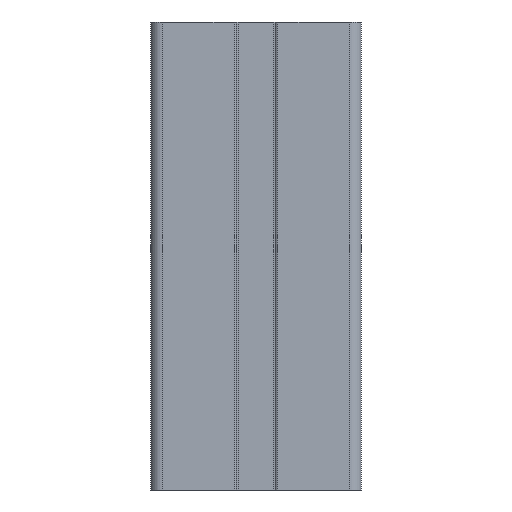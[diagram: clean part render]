
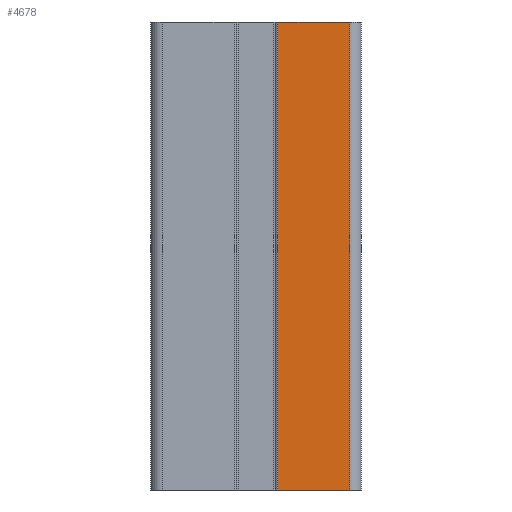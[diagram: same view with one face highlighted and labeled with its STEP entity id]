
A CAD part, left-side view. The second image highlights one B-rep face of the part: STEP entity #4678.
In plain terms, the highlighted planar face has unit normal (-1, 0, 0).
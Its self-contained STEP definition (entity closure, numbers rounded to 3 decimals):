
#137=PLANE('',#5137);
#358=FACE_OUTER_BOUND('',#592,.T.);
#592=EDGE_LOOP('',(#3775,#3776,#3777,#3778));
#1048=LINE('',#7799,#1516);
#1049=LINE('',#7802,#1517);
#1050=LINE('',#7804,#1518);
#1051=LINE('',#7805,#1519);
#1516=VECTOR('',#6405,10.);
#1517=VECTOR('',#6408,10.);
#1518=VECTOR('',#6409,10.);
#1519=VECTOR('',#6410,10.);
#2213=VERTEX_POINT('',#7795);
#2214=VERTEX_POINT('',#7797);
#2215=VERTEX_POINT('',#7801);
#2216=VERTEX_POINT('',#7803);
#2878=EDGE_CURVE('',#2213,#2214,#1048,.T.);
#2879=EDGE_CURVE('',#2213,#2215,#1049,.T.);
#2880=EDGE_CURVE('',#2216,#2214,#1050,.T.);
#2881=EDGE_CURVE('',#2215,#2216,#1051,.T.);
#3775=ORIENTED_EDGE('',*,*,#2879,.F.);
#3776=ORIENTED_EDGE('',*,*,#2878,.T.);
#3777=ORIENTED_EDGE('',*,*,#2880,.F.);
#3778=ORIENTED_EDGE('',*,*,#2881,.F.);
#4678=ADVANCED_FACE('',(#358),#137,.T.);
#5137=AXIS2_PLACEMENT_3D('',#7800,#6406,#6407);
#6405=DIRECTION('',(0.,0.,1.));
#6406=DIRECTION('center_axis',(-1.,0.,0.));
#6407=DIRECTION('ref_axis',(0.,-1.,0.));
#6408=DIRECTION('',(0.,1.,0.));
#6409=DIRECTION('',(0.,-1.,0.));
#6410=DIRECTION('',(0.,0.,1.));
#7795=CARTESIAN_POINT('',(-90.,-20.,0.));
#7797=CARTESIAN_POINT('',(-90.,-20.,100.));
#7799=CARTESIAN_POINT('',(-90.,-20.,0.));
#7800=CARTESIAN_POINT('Origin',(-90.,-4.65,0.));
#7801=CARTESIAN_POINT('',(-90.,-4.65,0.));
#7802=CARTESIAN_POINT('',(-90.,-20.,0.));
#7803=CARTESIAN_POINT('',(-90.,-4.65,100.));
#7804=CARTESIAN_POINT('',(-90.,-20.,100.));
#7805=CARTESIAN_POINT('',(-90.,-4.65,0.));
